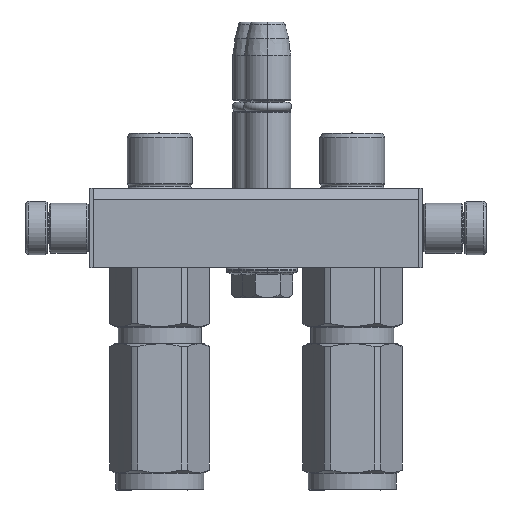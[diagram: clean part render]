
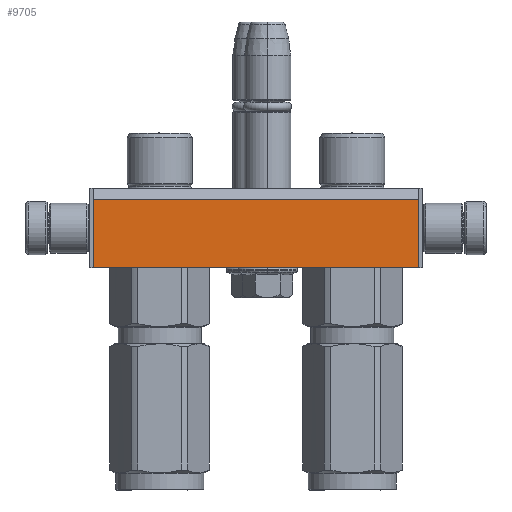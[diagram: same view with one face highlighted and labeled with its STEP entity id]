
A CAD part, left-side view. The second image highlights one B-rep face of the part: STEP entity #9705.
In plain terms, the highlighted face is planar.
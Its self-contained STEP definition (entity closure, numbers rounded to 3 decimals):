
#325 = CARTESIAN_POINT ( 'NONE',  ( 78., 3.464, 24. ) ) ;
#723 = CARTESIAN_POINT ( 'NONE',  ( 78., 3.464, 24. ) ) ;
#847 = DIRECTION ( 'NONE',  ( 0., 1., 0. ) ) ;
#960 = VERTEX_POINT ( 'NONE', #325 ) ;
#1075 = EDGE_CURVE ( 'NONE', #960, #17489, #23151, .T. ) ;
#2009 = VECTOR ( 'NONE', #29200, 1000. ) ;
#2357 = DIRECTION ( 'NONE',  ( 1., 0., 0. ) ) ;
#3341 = VECTOR ( 'NONE', #28151, 1000. ) ;
#5224 = ORIENTED_EDGE ( 'NONE', *, *, #15730, .T. ) ;
#5370 = EDGE_LOOP ( 'NONE', ( #18360, #36476, #5224, #33426 ) ) ;
#9440 = LINE ( 'NONE', #29993, #36629 ) ;
#9695 = LINE ( 'NONE', #26675, #2009 ) ;
#9705 = ADVANCED_FACE ( 'NONE', ( #12644 ), #35826, .T. ) ;
#10292 = CARTESIAN_POINT ( 'NONE',  ( -20., 3.464, 24. ) ) ;
#10953 = VERTEX_POINT ( 'NONE', #24291 ) ;
#12644 = FACE_OUTER_BOUND ( 'NONE', #5370, .T. ) ;
#14285 = CARTESIAN_POINT ( 'NONE',  ( -21., 0., 24. ) ) ;
#15080 = VECTOR ( 'NONE', #847, 1000. ) ;
#15730 = EDGE_CURVE ( 'NONE', #17379, #960, #9695, .T. ) ;
#17379 = VERTEX_POINT ( 'NONE', #19371 ) ;
#17489 = VERTEX_POINT ( 'NONE', #33566 ) ;
#17620 = DIRECTION ( 'NONE',  ( 0., 0., 1. ) ) ;
#18360 = ORIENTED_EDGE ( 'NONE', *, *, #30161, .F. ) ;
#19371 = CARTESIAN_POINT ( 'NONE',  ( -20., 3.464, 24. ) ) ;
#21867 = AXIS2_PLACEMENT_3D ( 'NONE', #14285, #17620, #29171 ) ;
#23151 = LINE ( 'NONE', #723, #15080 ) ;
#23868 = LINE ( 'NONE', #10292, #3341 ) ;
#24291 = CARTESIAN_POINT ( 'NONE',  ( -20., 24., 24. ) ) ;
#26675 = CARTESIAN_POINT ( 'NONE',  ( -20., 3.464, 24. ) ) ;
#28077 = EDGE_CURVE ( 'NONE', #17379, #10953, #23868, .T. ) ;
#28151 = DIRECTION ( 'NONE',  ( 0., 1., 0. ) ) ;
#29171 = DIRECTION ( 'NONE',  ( 1., 0., 0. ) ) ;
#29200 = DIRECTION ( 'NONE',  ( 1., 0., 0. ) ) ;
#29993 = CARTESIAN_POINT ( 'NONE',  ( -20., 24., 24. ) ) ;
#30161 = EDGE_CURVE ( 'NONE', #10953, #17489, #9440, .T. ) ;
#33426 = ORIENTED_EDGE ( 'NONE', *, *, #1075, .T. ) ;
#33566 = CARTESIAN_POINT ( 'NONE',  ( 78., 24., 24. ) ) ;
#35826 = PLANE ( 'NONE',  #21867 ) ;
#36476 = ORIENTED_EDGE ( 'NONE', *, *, #28077, .F. ) ;
#36629 = VECTOR ( 'NONE', #2357, 1000. ) ;
